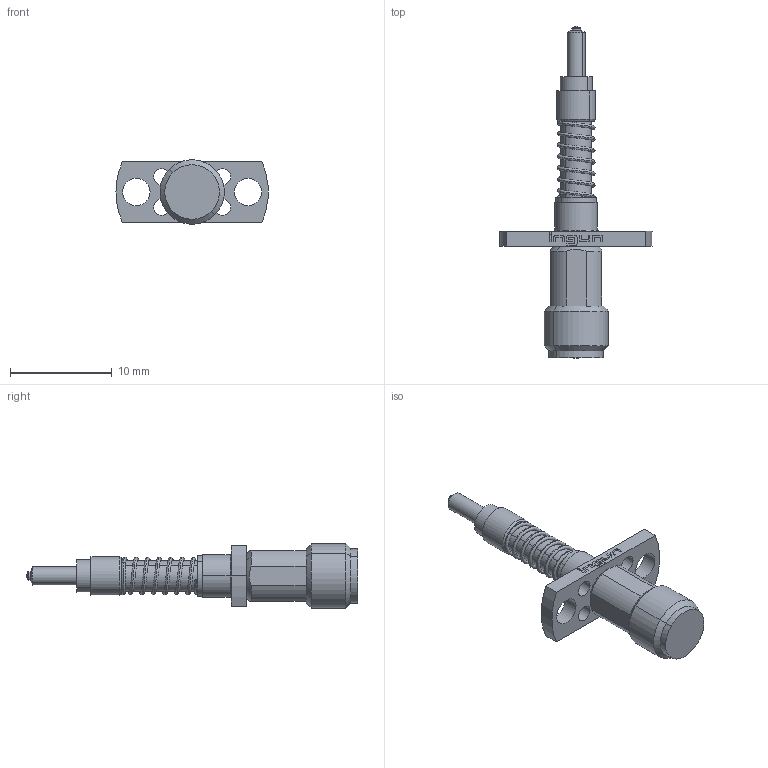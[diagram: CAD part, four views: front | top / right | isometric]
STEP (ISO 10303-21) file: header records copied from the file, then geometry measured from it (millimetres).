
FILE_DESCRIPTION (( 'STEP AP203' ), '1' );
FILE_NAME ('INGUN_HFS-336_305_030_A_xx42_KSC-F.STEP', '2022-04-28T05:19:37', ( 'ochi' ), ( '' ), 'SwSTEP 2.0', 'SolidWorks 2018', '' );
FILE_SCHEMA (( 'CONFIG_CONTROL_DESIGN' ));
Length unit declared in the file: millimetre
Products named in the file (1): INGUN_HFS-336_305_030_A_xx42_KSC-F
Bounding box: 14.97 x 32.7 x 6.33 mm (x, y, z)
Volume: 541.4 mm3; surface area: 748.5 mm2
Topology: 1 solids, 1 shells, 161 faces, 396 edges, 251 vertices
Faces by surface type: plane 68, cylinder 44, bspline 24, cone 14, torus 7, sphere 4
Entity records: 6792 total; most frequent: CARTESIAN_POINT 3056, ORIENTED_EDGE 784, DIRECTION 703, EDGE_CURVE 392, AXIS2_PLACEMENT_3D 264, VERTEX_POINT 249, EDGE_LOOP 189, VECTOR 175
